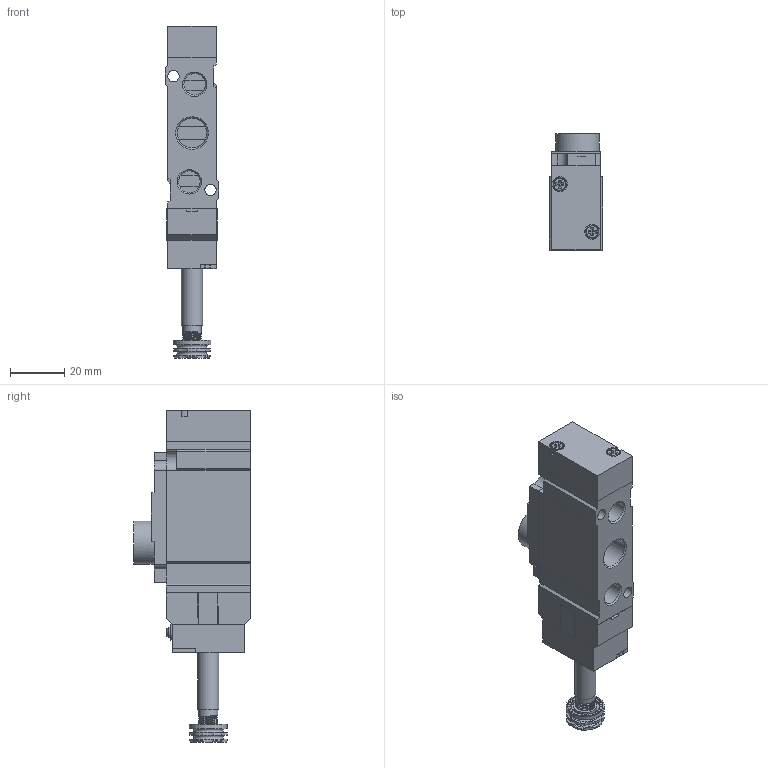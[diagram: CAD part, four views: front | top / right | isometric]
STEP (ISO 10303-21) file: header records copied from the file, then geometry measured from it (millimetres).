
FILE_DESCRIPTION(/* description */ (''),/* implementation_level */ '2;1');
FILE_NAME(/* name */ 'YPC-SCE461D-F3-P.stp',/* time_stamp */ '2017-10-27T11:52:20+02:00',/* author */ (''),/* organization */ (''),/* preprocessor_version */ 'ST-DEVELOPER v15.2',/* originating_system */ 'Autodesk Translator Framework v2.0.0.5431',/* authorisation */ '');
FILE_SCHEMA (('AUTOMOTIVE_DESIGN { 1 0 10303 214 3 1 1 }'));
Length unit declared in the file: centimetre
Products named in the file (1): (Unsaved)
Bounding box: 19.8 x 43 x 122.5 mm (x, y, z)
Volume: 49787.1 mm3; surface area: 21965.4 mm2
Topology: 8 solids, 8 shells, 416 faces, 1114 edges, 746 vertices
Faces by surface type: plane 294, cylinder 100, cone 16, torus 4, bspline 2
Full cylindrical faces by diameter (mm): 3.6 x1, 3.7 x1, 4 x1, 4.2 x2, 4.5 x2, 4.8 x2, 4.9 x2, 5.4 x2, 5.9 x2, 6.5 x1, 7 x10, 7.8 x1, 8 x2, 8.5 x3, 8.6 x1, 10.6 x1, 11 x1, 11.4 x1, 14 x1, 16 x1
Entity records: 13941 total; most frequent: CARTESIAN_POINT 3878, ORIENTED_EDGE 2102, DIRECTION 1976, EDGE_CURVE 1051, LINE 746, VECTOR 746, VERTEX_POINT 736, AXIS2_PLACEMENT_3D 615
